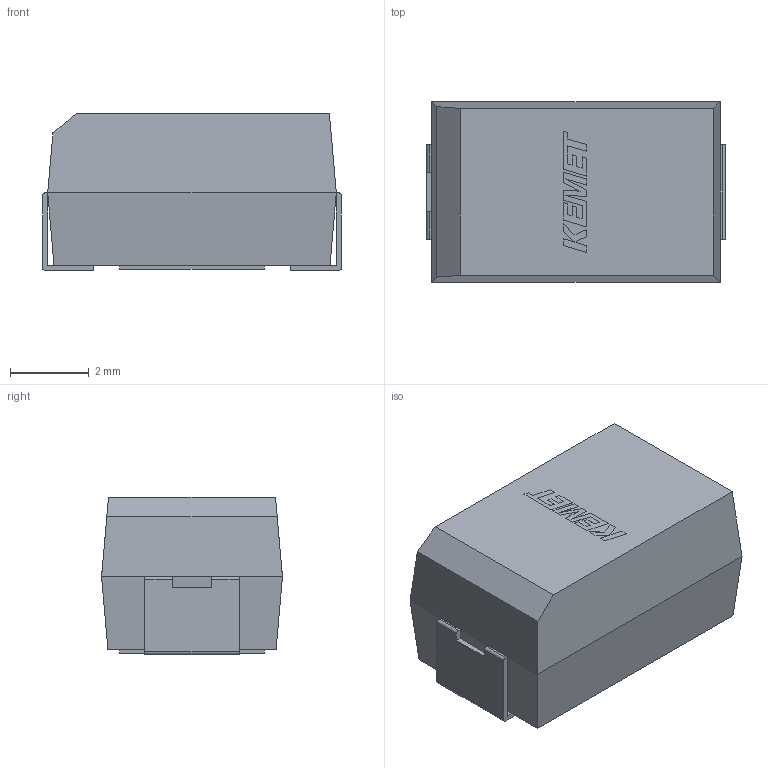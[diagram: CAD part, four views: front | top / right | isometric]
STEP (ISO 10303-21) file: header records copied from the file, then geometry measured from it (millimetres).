
FILE_DESCRIPTION(('FreeCAD Model'),'2;1');
FILE_NAME('CTS_7343_L7_60W4_60H4_00S1_3F2_4R1P1_7B0_5_cp.step', '2018-06-12T15:56:05',('kicad StepUp'),('ksu MCAD'), 'Open CASCADE STEP processor 7.1','FreeCAD','Unknown');
FILE_SCHEMA(('AUTOMOTIVE_DESIGN { 1 0 10303 214 1 1 1 1 }'));
Length unit declared in the file: millimetre
Products named in the file (1): CTS_7343_L7_60W4_60H4_00S1_3F2_4R1P1_7B0_5_cp
Bounding box: 7.6 x 4.6 x 4 mm (x, y, z)
Volume: 125.7 mm3; surface area: 251.9 mm2
Topology: 7 solids, 7 shells, 100 faces, 255 edges, 170 vertices
Faces by surface type: plane 95, cylinder 5
Entity records: 3671 total; most frequent: CARTESIAN_POINT 526, ORIENTED_EDGE 510, DIRECTION 467, EDGE_CURVE 255, LINE 245, VECTOR 245, VERTEX_POINT 170, AXIS2_PLACEMENT_3D 111
